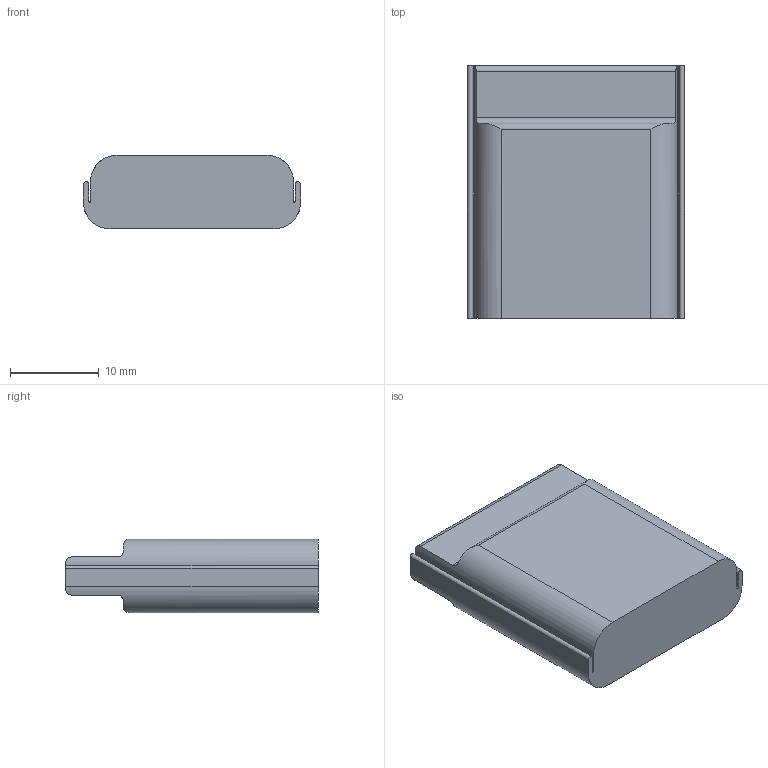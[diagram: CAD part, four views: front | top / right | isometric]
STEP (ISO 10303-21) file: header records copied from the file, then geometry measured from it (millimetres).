
FILE_DESCRIPTION (( 'STEP AP214' ), '1' );
FILE_NAME ('Li-Pol_852526_8.3x24.5x28.5_Robiton_500mAh.STEP', '2021-03-14T19:11:49', ( 'Elessar' ), ( '' ), 'SwSTEP 2.0', 'SolidWorks 2018', '' );
FILE_SCHEMA (( 'AUTOMOTIVE_DESIGN' ));
Length unit declared in the file: millimetre
Products named in the file (1): Li-Pol_852526_8.3x24.5x28.5_Robiton_500mAh
Bounding box: 24.5 x 28.5 x 8.3 mm (x, y, z)
Volume: 4839.3 mm3; surface area: 2285.5 mm2
Topology: 1 solids, 1 shells, 30 faces, 84 edges, 56 vertices
Faces by surface type: cylinder 16, plane 14
Entity records: 1187 total; most frequent: CARTESIAN_POINT 255, ORIENTED_EDGE 168, DIRECTION 158, EDGE_CURVE 84, VERTEX_POINT 56, AXIS2_PLACEMENT_3D 55, VECTOR 48, LINE 48
